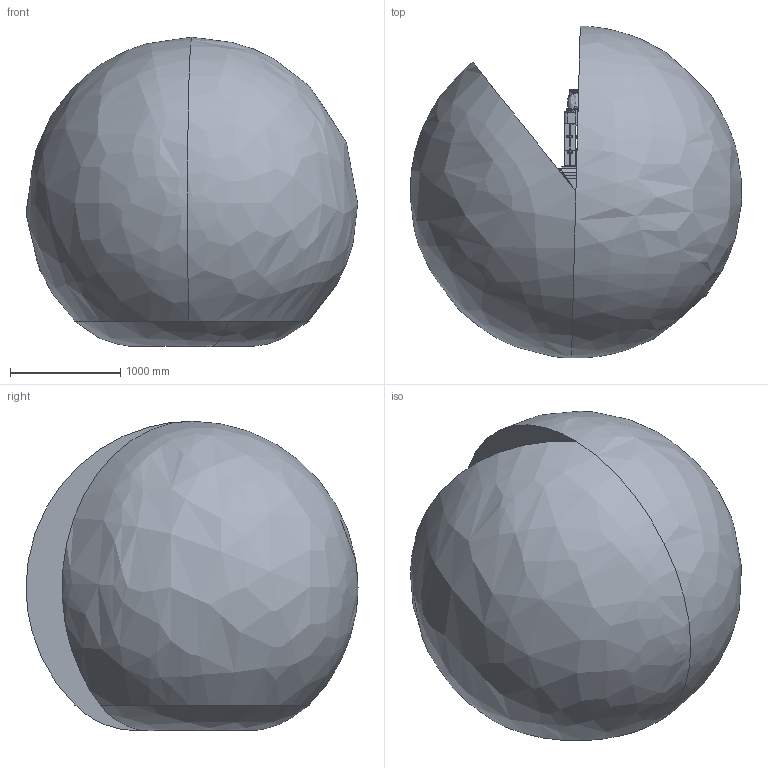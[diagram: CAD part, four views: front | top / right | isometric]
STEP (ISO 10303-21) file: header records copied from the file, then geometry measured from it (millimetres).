
FILE_DESCRIPTION (( 'STEP AP214' ), '1' );
FILE_NAME ('GR6150-1500官网模型（L侧） V1.0.STEP', '2024-07-31T06:31:59', ( '' ), ( '' ), 'SwSTEP 2.0', 'SolidWorks 2016', '' );
FILE_SCHEMA (( 'AUTOMOTIVE_DESIGN' ));
Length unit declared in the file: millimetre
Products named in the file (10): 复件 转座^GR6150-1500官网模型（L侧） V1.0; ｸｴｼ 5ﾖ畤GR6150-1500ｹﾙﾍ｣ﾐﾍ｣ｨLｲ爛ｩ V1.0; 复件 GR6150-1500包络图^GR6150-1500官网模型（L侧） V1.0; ｸｴｼ 6ﾖ畤GR6150-1500ｹﾙﾍ｣ﾐﾍ｣ｨLｲ爛ｩ V1.0; GR6150-1500官网模型（L侧） V1.0; ｸｴｼ 4ﾖ畤GR6150-1500ｹﾙﾍ｣ﾐﾍ｣ｨLｲ爛ｩ V1.0; 复件 工艺臂^GR6150-1500官网模型（L侧） V1.0; 复件 手腕固定座D_1^GR6150-1500官网模型（L侧） V1.0; 复件 底座--^GR6150-1500官网模型（L侧） V1.0; 复件 大臂^GR6150-1500官网模型（L侧） V1.0
Assembly tree (9 placements, depth 2):
  GR6150-1500官网模型（L侧） V1.0
    复件 转座^GR6150-1500官网模型（L侧） V1.0
    复件 底座--^GR6150-1500官网模型（L侧） V1.0
    复件 大臂^GR6150-1500官网模型（L侧） V1.0
    复件 工艺臂^GR6150-1500官网模型（L侧） V1.0
    ｸｴｼ 5ﾖ畤GR6150-1500ｹﾙﾍ｣ﾐﾍ｣ｨLｲ爛ｩ V1.0
    ｸｴｼ 6ﾖ畤GR6150-1500ｹﾙﾍ｣ﾐﾍ｣ｨLｲ爛ｩ V1.0
    复件 手腕固定座D_1^GR6150-1500官网模型（L侧） V1.0
    ｸｴｼ 4ﾖ畤GR6150-1500ｹﾙﾍ｣ﾐﾍ｣ｨLｲ爛ｩ V1.0
    复件 GR6150-1500包络图^GR6150-1500官网模型（L侧） V1.0
Bounding box: 2999.05 x 3004.95 x 2800.95 mm (x, y, z)
Volume: 12169987912.1 mm3; surface area: 44676999.7 mm2
Topology: 26 solids, 41 shells, 3236 faces, 8019 edges, 4926 vertices
Faces by surface type: cylinder 1101, bspline 1098, plane 935, cone 102
Entity records: 201972 total; most frequent: CARTESIAN_POINT 109524, ORIENTED_EDGE 15822, DIRECTION 12576, EDGE_CURVE 7915, VERTEX_POINT 4926, AXIS2_PLACEMENT_3D 4788, EDGE_LOOP 3455, ADVANCED_FACE 3236
